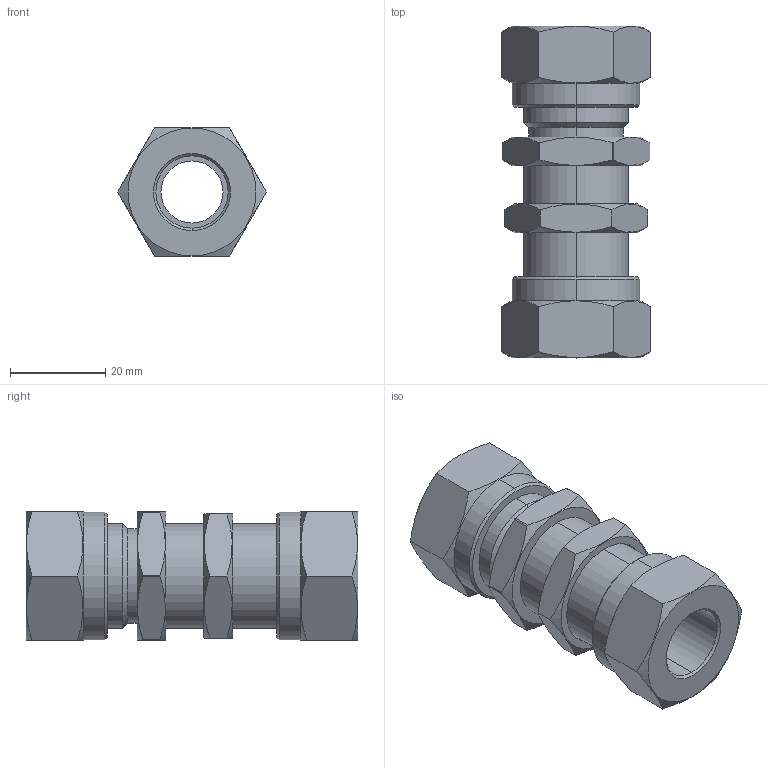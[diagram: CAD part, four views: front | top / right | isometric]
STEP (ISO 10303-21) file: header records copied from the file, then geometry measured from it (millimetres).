
FILE_DESCRIPTION (( 'STEP AP203' ), '1' );
FILE_NAME ('03050080.STEP', '2011-10-31T08:37:59', ( '' ), ( 'sopra-pneumatic' ), 'SwSTEP 2.0', 'SolidWorks 2011', '' );
FILE_SCHEMA (( 'CONFIG_CONTROL_DESIGN' ));
Length unit declared in the file: millimetre
Products named in the file (1): 03050080
Bounding box: 31.18 x 69.52 x 27 mm (x, y, z)
Volume: 25892.6 mm3; surface area: 11882.7 mm2
Topology: 2 solids, 2 shells, 88 faces, 214 edges, 136 vertices
Faces by surface type: plane 34, cone 30, cylinder 24
Entity records: 3085 total; most frequent: CARTESIAN_POINT 999, ORIENTED_EDGE 428, DIRECTION 400, EDGE_CURVE 214, AXIS2_PLACEMENT_3D 161, VERTEX_POINT 136, EDGE_LOOP 98, ADVANCED_FACE 88
